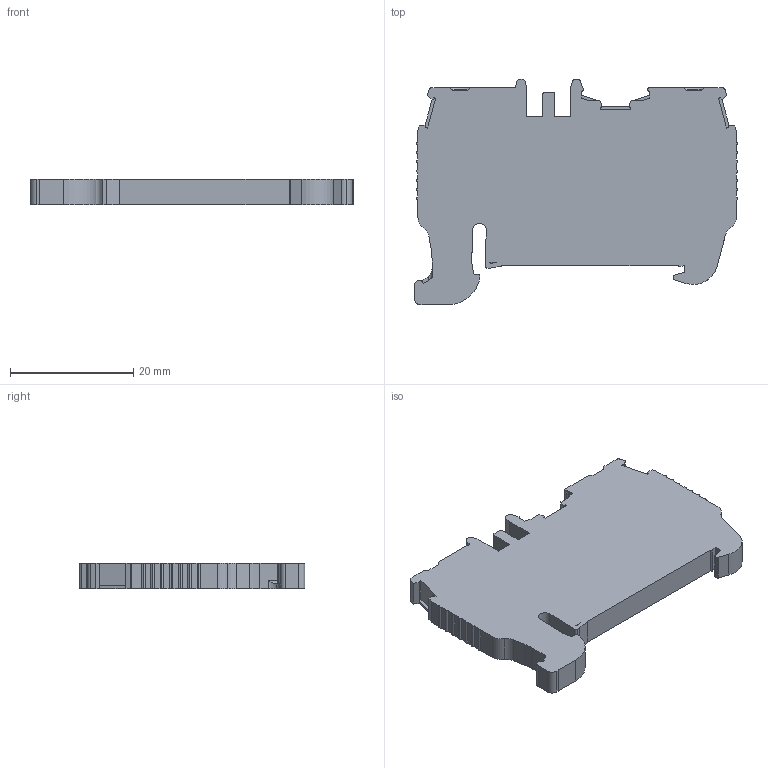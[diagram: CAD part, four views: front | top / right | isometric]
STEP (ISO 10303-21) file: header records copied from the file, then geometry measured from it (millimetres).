
FILE_DESCRIPTION (( 'STEP AP214' ), '1' );
FILE_NAME ('307010_PYK 1.5M_BG.STP', '2015-08-04T13:31:42', ( '' ), ( '' ), 'SwSTEP 2.0', 'SolidWorks 2015', '' );
FILE_SCHEMA (( 'AUTOMOTIVE_DESIGN' ));
Length unit declared in the file: millimetre
Products named in the file (1): 307010_PYK 1.5M_BG
Bounding box: 52.38 x 36.6 x 4.15 mm (x, y, z)
Volume: 5952.6 mm3; surface area: 3880.7 mm2
Topology: 1 solids, 1 shells, 249 faces, 708 edges, 465 vertices
Faces by surface type: plane 141, cylinder 92, cone 14, bspline 2
Entity records: 8185 total; most frequent: CARTESIAN_POINT 1549, ORIENTED_EDGE 1416, DIRECTION 1373, EDGE_CURVE 708, VECTOR 483, LINE 483, VERTEX_POINT 465, AXIS2_PLACEMENT_3D 445
